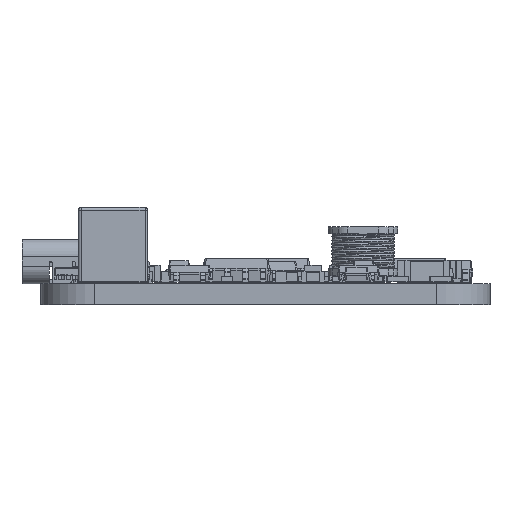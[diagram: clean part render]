
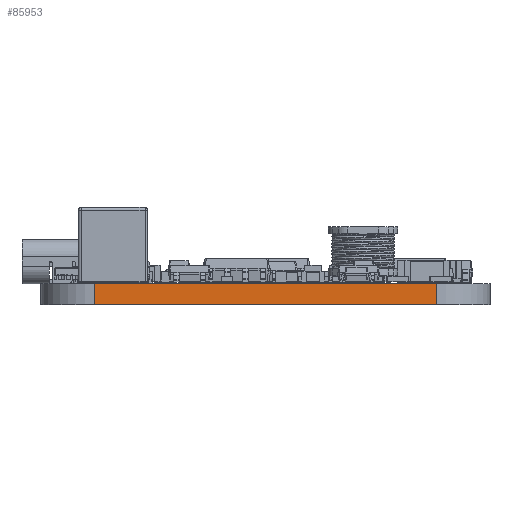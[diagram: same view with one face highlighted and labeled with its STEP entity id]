
A CAD part, left-side view. The second image highlights one B-rep face of the part: STEP entity #85953.
In plain terms, the highlighted planar face has unit normal (-1, 0, 0).
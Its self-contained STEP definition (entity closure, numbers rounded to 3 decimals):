
#84522 = VERTEX_POINT('',#84523);
#84523 = CARTESIAN_POINT('',(120.15,-85.05,0.));
#84530 = EDGE_CURVE('',#84531,#84522,#84533,.T.);
#84531 = VERTEX_POINT('',#84532);
#84532 = CARTESIAN_POINT('',(120.15,-109.65,0.));
#84533 = LINE('',#84534,#84535);
#84534 = CARTESIAN_POINT('',(120.15,-109.65,0.));
#84535 = VECTOR('',#84536,1.);
#84536 = DIRECTION('',(0.,1.,0.));
#85224 = VERTEX_POINT('',#85225);
#85225 = CARTESIAN_POINT('',(120.15,-85.05,1.51));
#85232 = EDGE_CURVE('',#85233,#85224,#85235,.T.);
#85233 = VERTEX_POINT('',#85234);
#85234 = CARTESIAN_POINT('',(120.15,-109.65,1.51));
#85235 = LINE('',#85236,#85237);
#85236 = CARTESIAN_POINT('',(120.15,-109.65,1.51));
#85237 = VECTOR('',#85238,1.);
#85238 = DIRECTION('',(0.,1.,0.));
#85923 = EDGE_CURVE('',#84522,#85224,#85924,.T.);
#85924 = LINE('',#85925,#85926);
#85925 = CARTESIAN_POINT('',(120.15,-85.05,0.));
#85926 = VECTOR('',#85927,1.);
#85927 = DIRECTION('',(0.,0.,1.));
#85953 = ADVANCED_FACE('',(#85954),#85965,.T.);
#85954 = FACE_BOUND('',#85955,.T.);
#85955 = EDGE_LOOP('',(#85956,#85962,#85963,#85964));
#85956 = ORIENTED_EDGE('',*,*,#85957,.T.);
#85957 = EDGE_CURVE('',#84531,#85233,#85958,.T.);
#85958 = LINE('',#85959,#85960);
#85959 = CARTESIAN_POINT('',(120.15,-109.65,0.));
#85960 = VECTOR('',#85961,1.);
#85961 = DIRECTION('',(0.,0.,1.));
#85962 = ORIENTED_EDGE('',*,*,#85232,.T.);
#85963 = ORIENTED_EDGE('',*,*,#85923,.F.);
#85964 = ORIENTED_EDGE('',*,*,#84530,.F.);
#85965 = PLANE('',#85966);
#85966 = AXIS2_PLACEMENT_3D('',#85967,#85968,#85969);
#85967 = CARTESIAN_POINT('',(120.15,-109.65,0.));
#85968 = DIRECTION('',(-1.,0.,0.));
#85969 = DIRECTION('',(0.,1.,0.));
